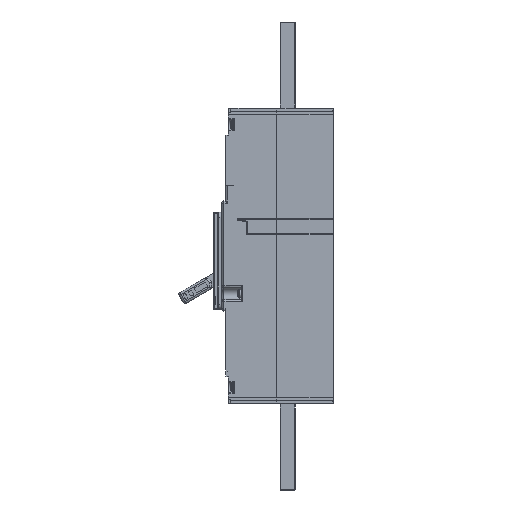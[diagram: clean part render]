
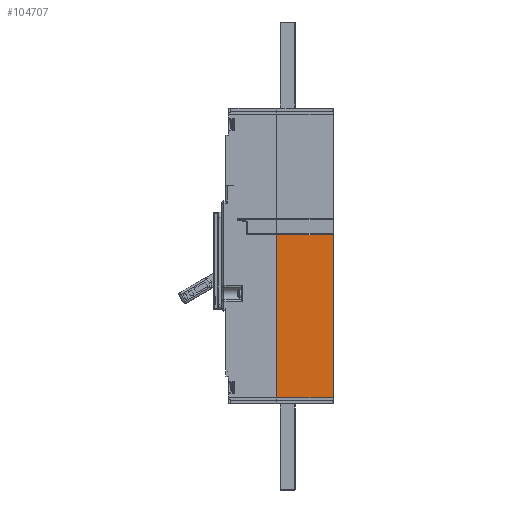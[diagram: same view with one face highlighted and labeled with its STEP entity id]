
A CAD part, left-side view. The second image highlights one B-rep face of the part: STEP entity #104707.
In plain terms, the highlighted planar face has unit normal (-1, 0, 0).
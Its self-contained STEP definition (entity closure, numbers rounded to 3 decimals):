
#96743=DIRECTION('',(0.,0.,-1.));
#96744=VECTOR('',#96743,150.91);
#96745=CARTESIAN_POINT('',(-105.,52.,19.6));
#96746=LINE('',#96745,#96744);
#97957=DIRECTION('',(0.,0.,1.));
#97958=VECTOR('',#97957,150.91);
#97959=CARTESIAN_POINT('',(-105.,0.,-131.31));
#97960=LINE('',#97959,#97958);
#98342=DIRECTION('',(0.,1.,0.));
#98343=VECTOR('',#98342,52.);
#98344=CARTESIAN_POINT('',(-105.,0.,19.6));
#98345=LINE('',#98344,#98343);
#100764=DIRECTION('',(0.,1.,0.));
#100765=VECTOR('',#100764,52.);
#100766=CARTESIAN_POINT('',(-105.,0.,-131.31));
#100767=LINE('',#100766,#100765);
#103572=CARTESIAN_POINT('',(-105.,0.,-131.31));
#103573=CARTESIAN_POINT('',(-105.,52.,-131.31));
#103574=VERTEX_POINT('',#103572);
#103575=VERTEX_POINT('',#103573);
#103600=CARTESIAN_POINT('',(-105.,52.,19.6));
#103602=VERTEX_POINT('',#103600);
#103606=CARTESIAN_POINT('',(-105.,0.,19.6));
#103607=VERTEX_POINT('',#103606);
#104695=CARTESIAN_POINT('',(-105.,129.898,-136.5));
#104696=DIRECTION('',(1.,0.,0.));
#104697=DIRECTION('',(0.,-1.,0.));
#104698=AXIS2_PLACEMENT_3D('',#104695,#104696,#104697);
#104699=PLANE('',#104698);
#104700=ORIENTED_EDGE('',*,*,#104677,.F.);
#104701=ORIENTED_EDGE('',*,*,#104308,.F.);
#104703=ORIENTED_EDGE('',*,*,#104702,.T.);
#104704=ORIENTED_EDGE('',*,*,#103627,.F.);
#104705=EDGE_LOOP('',(#104700,#104701,#104703,#104704));
#104706=FACE_OUTER_BOUND('',#104705,.F.);
#103627=EDGE_CURVE('',#103602,#103575,#96746,.T.);
#104308=EDGE_CURVE('',#103574,#103607,#97960,.T.);
#104677=EDGE_CURVE('',#103607,#103602,#98345,.T.);
#104702=EDGE_CURVE('',#103574,#103575,#100767,.T.);
#104707=ADVANCED_FACE('',(#104706),#104699,.F.);
